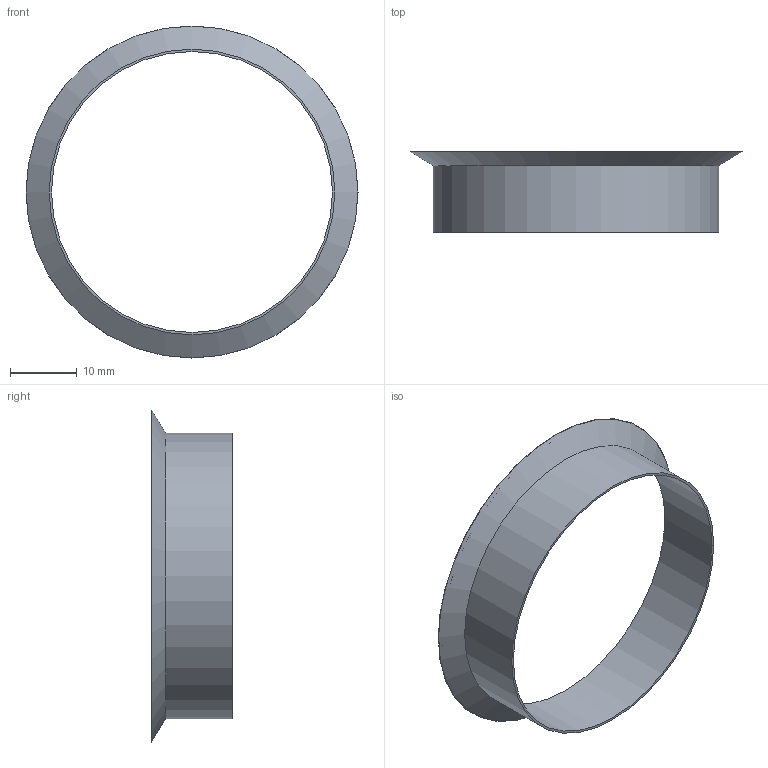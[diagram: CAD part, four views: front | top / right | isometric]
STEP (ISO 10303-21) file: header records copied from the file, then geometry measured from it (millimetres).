
FILE_DESCRIPTION(('FreeCAD Model'),'2;1');
FILE_NAME('LaserWeldRing.step','2018-08-01T11:41:40',('Author'),(''), 'Open CASCADE STEP processor 7.2','FreeCAD','Unknown');
FILE_SCHEMA(('AUTOMOTIVE_DESIGN { 1 0 10303 214 1 1 1 1 }'));
Length unit declared in the file: millimetre
Products named in the file (1): Body
Bounding box: 49.86 x 12.12 x 49.86 mm (x, y, z)
Volume: 573.9 mm3; surface area: 3950.3 mm2
Topology: 1 solids, 1 shells, 7 faces, 12 edges, 7 vertices
Faces by surface type: cone 2, cylinder 2, plane 2, torus 1
Full cylindrical faces by diameter (mm): 42.2 x1, 42.9 x1
Entity records: 351 total; most frequent: DIRECTION 60, CARTESIAN_POINT 51, ORIENTED_EDGE 24, LINE 24, VECTOR 24, PCURVE 24, DEFINITIONAL_REPRESENTATION 24, AXIS2_PLACEMENT_3D 16
